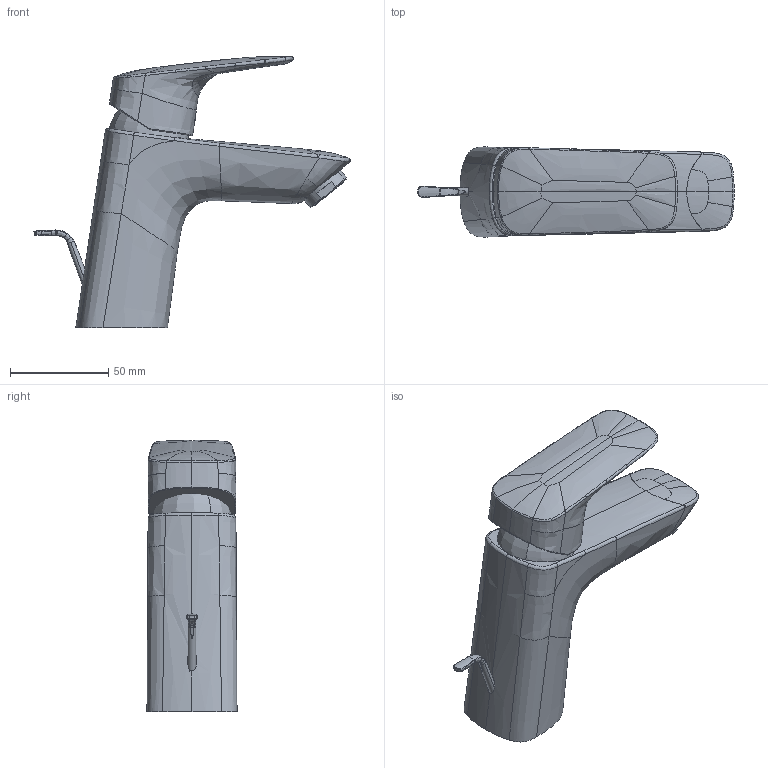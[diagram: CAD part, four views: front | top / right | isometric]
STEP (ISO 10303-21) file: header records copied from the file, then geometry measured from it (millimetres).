
FILE_DESCRIPTION(('CAx-IF Rec.Pracs.---Model Styling and Organization---1.2---2011-12-15','CAx-IF Rec.Pracs.---Geometric and Assembly Validation Properties---4.1---2014-06-16','CAx-IF Rec.Pracs.---PMI Polyline Presentation---2.0---2013-05-24'),'2;1');
FILE_NAME('1000080970_PPR_000.stp','2019-11-22T13:50:31+01:00',(''),(''),'STEP Interface 4.1 by CT CoreTechnologie','3D_Evolution4.1 by CT CoreTechnologie','');
FILE_SCHEMA(('AP203_CONFIGURATION_CONTROLLED_3D_DESIGN_OF_MECHANICAL_PARTS_AND_ASSEMBLIES_MIM_LF'));
Length unit declared in the file: millimetre
Products named in the file (10): P_2 ZUS_WTM_70_Focus_Square 1000080970_PPR_000_A2; P_2 GK WTM 70 Logis 1000080971_PPA_000_A1; SR_STD_HC_1,5gpm-air_gruen_M24x1-m 1000091950_PPR_000_A0; Strahlreglerhuelse M24x1 1000000093_PPA_000_A0; SR_STD_HC_1,5gpm-air_gruen 1000091951_PPA_000_A0; Flachdichtung d15xD21,3 (EB-2,4) 1000029262_PPA_000_A1; P_2 Kappe Metropol S 1000074560_PPA_000_A0; P_2 Griff_M35_Focus_Square (R02) 1000080638_PPA_000_A2; P_2 Zugstange_Griff_flach 1000074563_PPA_000_A1; HG Griffstopfen 1000024783_PPA_000_A1
Assembly tree (9 placements, depth 3):
  P_2 ZUS_WTM_70_Focus_Square 1000080970_PPR_000_A2
    P_2 GK WTM 70 Logis 1000080971_PPA_000_A1
    SR_STD_HC_1,5gpm-air_gruen_M24x1-m 1000091950_PPR_000_A0
      Strahlreglerhuelse M24x1 1000000093_PPA_000_A0
      SR_STD_HC_1,5gpm-air_gruen 1000091951_PPA_000_A0
      Flachdichtung d15xD21,3 (EB-2,4) 1000029262_PPA_000_A1
    P_2 Kappe Metropol S 1000074560_PPA_000_A0
    P_2 Griff_M35_Focus_Square (R02) 1000080638_PPA_000_A2
    P_2 Zugstange_Griff_flach 1000074563_PPA_000_A1
    HG Griffstopfen 1000024783_PPA_000_A1
Bounding box: 161.16 x 45.9 x 138.35 mm (x, y, z)
Volume: 323371.4 mm3; surface area: 50254.8 mm2
Topology: 8 solids, 8 shells, 4337 faces, 11737 edges, 7396 vertices
Faces by surface type: plane 3165, cylinder 854, bspline 318
Entity records: 202366 total; most frequent: CARTESIAN_POINT 49872, ORIENTED_EDGE 23466, DIRECTION 19818, EDGE_CURVE 11733, VECTOR 9846, LINE 9846, VERTEX_POINT 7396, EDGE_LOOP 5117
